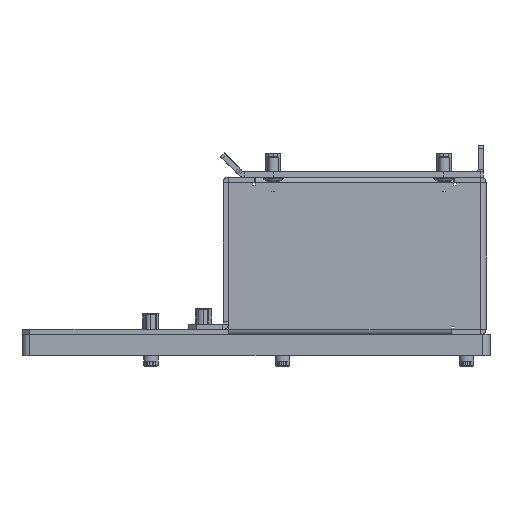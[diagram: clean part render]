
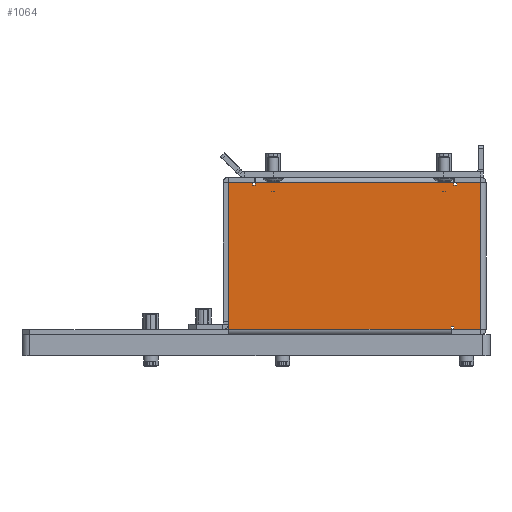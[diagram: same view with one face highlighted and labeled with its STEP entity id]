
A CAD part, left-side view. The second image highlights one B-rep face of the part: STEP entity #1064.
In plain terms, the highlighted face is planar.
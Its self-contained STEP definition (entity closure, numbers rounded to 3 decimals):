
#3 = LINE ( 'NONE', #11598, #4532 ) ;
#274 = DIRECTION ( 'NONE',  ( 0., 0., -1. ) ) ;
#317 = CARTESIAN_POINT ( 'NONE',  ( 229., 97.999, 0. ) ) ;
#976 = ORIENTED_EDGE ( 'NONE', *, *, #14935, .F. ) ;
#1064 = ADVANCED_FACE ( 'NONE', ( #5811 ), #10485, .F. ) ;
#1088 = CARTESIAN_POINT ( 'NONE',  ( 229., 11.2, 56. ) ) ;
#1097 = DIRECTION ( 'NONE',  ( 0., 0., 1. ) ) ;
#1106 = VERTEX_POINT ( 'NONE', #12486 ) ;
#1198 = ORIENTED_EDGE ( 'NONE', *, *, #10608, .F. ) ;
#1245 = LINE ( 'NONE', #2545, #9701 ) ;
#1284 = VECTOR ( 'NONE', #12602, 1000. ) ;
#1470 = DIRECTION ( 'NONE',  ( 0., 1., 0. ) ) ;
#1506 = CARTESIAN_POINT ( 'NONE',  ( 229., 12.2, 56. ) ) ;
#1580 = VECTOR ( 'NONE', #6714, 1000. ) ;
#1859 = LINE ( 'NONE', #3016, #13594 ) ;
#2007 = AXIS2_PLACEMENT_3D ( 'NONE', #6594, #14691, #4208 ) ;
#2159 = CARTESIAN_POINT ( 'NONE',  ( 229., 0., 1.1 ) ) ;
#2179 = ORIENTED_EDGE ( 'NONE', *, *, #11459, .F. ) ;
#2303 = VECTOR ( 'NONE', #7868, 1000. ) ;
#2340 = CARTESIAN_POINT ( 'NONE',  ( 229., 12.2, 54.9 ) ) ;
#2347 = EDGE_CURVE ( 'NONE', #1106, #5594, #4568, .T. ) ;
#2488 = CARTESIAN_POINT ( 'NONE',  ( 229., 2.1, 56. ) ) ;
#2512 = VERTEX_POINT ( 'NONE', #7215 ) ;
#2545 = CARTESIAN_POINT ( 'NONE',  ( 229., 0., 0. ) ) ;
#2565 = EDGE_CURVE ( 'NONE', #14554, #11159, #3, .T. ) ;
#2656 = VERTEX_POINT ( 'NONE', #5085 ) ;
#2668 = EDGE_CURVE ( 'NONE', #1106, #10084, #8679, .T. ) ;
#2748 = EDGE_CURVE ( 'NONE', #4879, #2656, #11644, .T. ) ;
#2921 = ORIENTED_EDGE ( 'NONE', *, *, #2668, .T. ) ;
#2936 = DIRECTION ( 'NONE',  ( 0., 0., -1. ) ) ;
#3016 = CARTESIAN_POINT ( 'NONE',  ( 229., 0., 1.1 ) ) ;
#3198 = EDGE_CURVE ( 'NONE', #8556, #12876, #1859, .T. ) ;
#3240 = LINE ( 'NONE', #7933, #1284 ) ;
#3293 = VECTOR ( 'NONE', #13336, 1000. ) ;
#3475 = EDGE_CURVE ( 'NONE', #12024, #5594, #1245, .T. ) ;
#3843 = CARTESIAN_POINT ( 'NONE',  ( 229., 97.999, 55.9 ) ) ;
#4063 = LINE ( 'NONE', #6075, #13901 ) ;
#4208 = DIRECTION ( 'NONE',  ( 0., -1., 0. ) ) ;
#4301 = DIRECTION ( 'NONE',  ( 0., 1., 0. ) ) ;
#4532 = VECTOR ( 'NONE', #7142, 1000. ) ;
#4568 = LINE ( 'NONE', #12462, #2303 ) ;
#4702 = EDGE_CURVE ( 'NONE', #7273, #11840, #8205, .T. ) ;
#4787 = LINE ( 'NONE', #9469, #9494 ) ;
#4879 = VERTEX_POINT ( 'NONE', #11559 ) ;
#5085 = CARTESIAN_POINT ( 'NONE',  ( 229., 12.2, 1.1 ) ) ;
#5108 = LINE ( 'NONE', #13352, #7267 ) ;
#5134 = EDGE_LOOP ( 'NONE', ( #2179, #976, #12653, #7700, #8472, #12126, #14920, #5614, #12855, #2921, #1198, #6830, #9413, #10006, #6040, #9563 ) ) ;
#5166 = EDGE_CURVE ( 'NONE', #11795, #14554, #5194, .T. ) ;
#5194 = LINE ( 'NONE', #13226, #14867 ) ;
#5519 = EDGE_CURVE ( 'NONE', #12024, #8556, #4787, .T. ) ;
#5585 = EDGE_CURVE ( 'NONE', #11840, #2512, #5108, .T. ) ;
#5594 = VERTEX_POINT ( 'NONE', #317 ) ;
#5614 = ORIENTED_EDGE ( 'NONE', *, *, #3475, .T. ) ;
#5788 = DIRECTION ( 'NONE',  ( 0., 0., -1. ) ) ;
#5811 = FACE_OUTER_BOUND ( 'NONE', #5134, .T. ) ;
#5935 = LINE ( 'NONE', #1088, #10338 ) ;
#6040 = ORIENTED_EDGE ( 'NONE', *, *, #5166, .T. ) ;
#6075 = CARTESIAN_POINT ( 'NONE',  ( 229., 12.2, 0.1 ) ) ;
#6253 = CARTESIAN_POINT ( 'NONE',  ( 229., 87.8, 0.1 ) ) ;
#6331 = EDGE_CURVE ( 'NONE', #12876, #11318, #12453, .T. ) ;
#6594 = CARTESIAN_POINT ( 'NONE',  ( 229., 0., 56. ) ) ;
#6714 = DIRECTION ( 'NONE',  ( 0., -1., 0. ) ) ;
#6830 = ORIENTED_EDGE ( 'NONE', *, *, #5585, .F. ) ;
#7142 = DIRECTION ( 'NONE',  ( 0., 1., 0. ) ) ;
#7215 = CARTESIAN_POINT ( 'NONE',  ( 229., 13.2, 54.9 ) ) ;
#7267 = VECTOR ( 'NONE', #1470, 1000. ) ;
#7273 = VERTEX_POINT ( 'NONE', #1506 ) ;
#7700 = ORIENTED_EDGE ( 'NONE', *, *, #9230, .T. ) ;
#7845 = CARTESIAN_POINT ( 'NONE',  ( 229., 11.2, 1.1 ) ) ;
#7868 = DIRECTION ( 'NONE',  ( 0., 0., -1. ) ) ;
#7872 = VERTEX_POINT ( 'NONE', #7845 ) ;
#7933 = CARTESIAN_POINT ( 'NONE',  ( 229., 0., 56. ) ) ;
#8205 = LINE ( 'NONE', #10809, #9503 ) ;
#8472 = ORIENTED_EDGE ( 'NONE', *, *, #6331, .F. ) ;
#8527 = CARTESIAN_POINT ( 'NONE',  ( 229., 13.2, 55.9 ) ) ;
#8556 = VERTEX_POINT ( 'NONE', #9165 ) ;
#8604 = VECTOR ( 'NONE', #1097, 1000. ) ;
#8679 = LINE ( 'NONE', #3843, #3293 ) ;
#8906 = DIRECTION ( 'NONE',  ( 0., 0., 1. ) ) ;
#9165 = CARTESIAN_POINT ( 'NONE',  ( 229., 88.8, 1.1 ) ) ;
#9230 = EDGE_CURVE ( 'NONE', #4879, #11318, #4063, .T. ) ;
#9413 = ORIENTED_EDGE ( 'NONE', *, *, #4702, .F. ) ;
#9469 = CARTESIAN_POINT ( 'NONE',  ( 229., 88.8, 56. ) ) ;
#9494 = VECTOR ( 'NONE', #9613, 1000. ) ;
#9503 = VECTOR ( 'NONE', #274, 1000. ) ;
#9563 = ORIENTED_EDGE ( 'NONE', *, *, #2565, .T. ) ;
#9613 = DIRECTION ( 'NONE',  ( 0., 0., 1. ) ) ;
#9627 = CARTESIAN_POINT ( 'NONE',  ( 229., 11.2, 0. ) ) ;
#9701 = VECTOR ( 'NONE', #10778, 1000. ) ;
#10006 = ORIENTED_EDGE ( 'NONE', *, *, #13674, .F. ) ;
#10024 = DIRECTION ( 'NONE',  ( 0., -1., 0. ) ) ;
#10084 = VERTEX_POINT ( 'NONE', #8527 ) ;
#10093 = LINE ( 'NONE', #2159, #1580 ) ;
#10102 = CARTESIAN_POINT ( 'NONE',  ( 229., 88.8, 0. ) ) ;
#10183 = VECTOR ( 'NONE', #8906, 1000. ) ;
#10257 = VECTOR ( 'NONE', #12369, 1000. ) ;
#10338 = VECTOR ( 'NONE', #5788, 1000. ) ;
#10394 = CARTESIAN_POINT ( 'NONE',  ( 229., 13.2, 56. ) ) ;
#10485 = PLANE ( 'NONE',  #2007 ) ;
#10494 = CARTESIAN_POINT ( 'NONE',  ( 229., 12.2, 56. ) ) ;
#10608 = EDGE_CURVE ( 'NONE', #2512, #10084, #15118, .T. ) ;
#10778 = DIRECTION ( 'NONE',  ( 0., 1., 0. ) ) ;
#10809 = CARTESIAN_POINT ( 'NONE',  ( 229., 12.2, 56. ) ) ;
#11159 = VERTEX_POINT ( 'NONE', #9627 ) ;
#11318 = VERTEX_POINT ( 'NONE', #6253 ) ;
#11459 = EDGE_CURVE ( 'NONE', #7872, #11159, #5935, .T. ) ;
#11559 = CARTESIAN_POINT ( 'NONE',  ( 229., 12.2, 0.1 ) ) ;
#11598 = CARTESIAN_POINT ( 'NONE',  ( 229., 0., 0. ) ) ;
#11644 = LINE ( 'NONE', #10494, #10183 ) ;
#11795 = VERTEX_POINT ( 'NONE', #2488 ) ;
#11840 = VERTEX_POINT ( 'NONE', #2340 ) ;
#12024 = VERTEX_POINT ( 'NONE', #10102 ) ;
#12126 = ORIENTED_EDGE ( 'NONE', *, *, #3198, .F. ) ;
#12369 = DIRECTION ( 'NONE',  ( 0., 0., -1. ) ) ;
#12453 = LINE ( 'NONE', #13665, #10257 ) ;
#12462 = CARTESIAN_POINT ( 'NONE',  ( 229., 97.999, 56. ) ) ;
#12486 = CARTESIAN_POINT ( 'NONE',  ( 229., 97.999, 55.9 ) ) ;
#12495 = CARTESIAN_POINT ( 'NONE',  ( 229., 2.1, 0. ) ) ;
#12602 = DIRECTION ( 'NONE',  ( 0., 1., 0. ) ) ;
#12653 = ORIENTED_EDGE ( 'NONE', *, *, #2748, .F. ) ;
#12855 = ORIENTED_EDGE ( 'NONE', *, *, #2347, .F. ) ;
#12876 = VERTEX_POINT ( 'NONE', #14003 ) ;
#13226 = CARTESIAN_POINT ( 'NONE',  ( 229., 2.1, 56. ) ) ;
#13336 = DIRECTION ( 'NONE',  ( 0., -1., 0. ) ) ;
#13352 = CARTESIAN_POINT ( 'NONE',  ( 229., 0., 54.9 ) ) ;
#13594 = VECTOR ( 'NONE', #10024, 1000. ) ;
#13665 = CARTESIAN_POINT ( 'NONE',  ( 229., 87.8, 56. ) ) ;
#13674 = EDGE_CURVE ( 'NONE', #11795, #7273, #3240, .T. ) ;
#13901 = VECTOR ( 'NONE', #4301, 1000. ) ;
#14003 = CARTESIAN_POINT ( 'NONE',  ( 229., 87.8, 1.1 ) ) ;
#14554 = VERTEX_POINT ( 'NONE', #12495 ) ;
#14691 = DIRECTION ( 'NONE',  ( -1., 0., 0. ) ) ;
#14867 = VECTOR ( 'NONE', #2936, 1000. ) ;
#14920 = ORIENTED_EDGE ( 'NONE', *, *, #5519, .F. ) ;
#14935 = EDGE_CURVE ( 'NONE', #2656, #7872, #10093, .T. ) ;
#15118 = LINE ( 'NONE', #10394, #8604 ) ;
